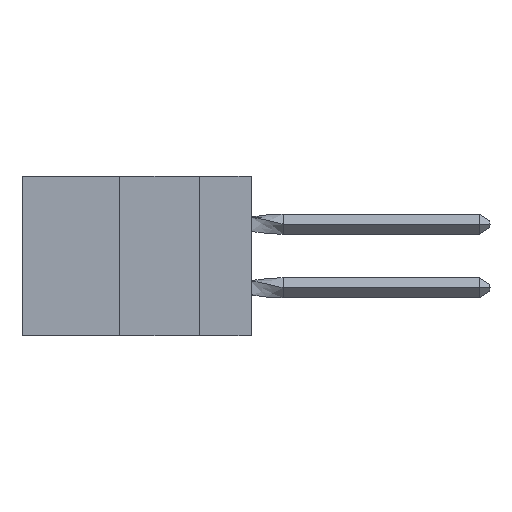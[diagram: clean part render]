
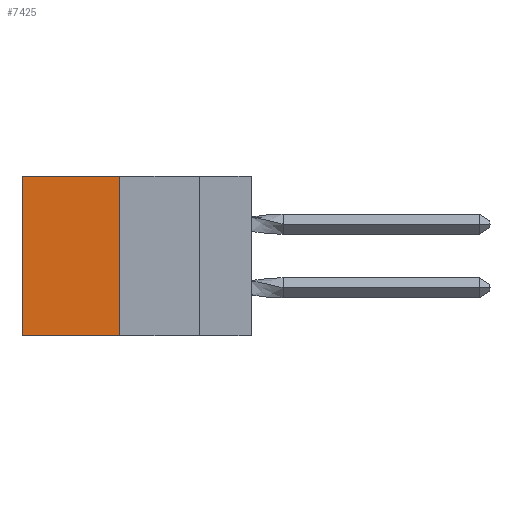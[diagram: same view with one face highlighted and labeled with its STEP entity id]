
A CAD part, left-side view. The second image highlights one B-rep face of the part: STEP entity #7425.
In plain terms, the highlighted planar face has unit normal (-1, 0, 0).
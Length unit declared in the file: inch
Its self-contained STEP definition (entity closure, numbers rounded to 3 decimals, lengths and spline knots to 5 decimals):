
#10 = CARTESIAN_POINT ( 'NONE',  ( 0.305, 0.413, 0. ) ) ;
#643 = LINE ( 'NONE', #9595, #14892 ) ;
#712 = EDGE_CURVE ( 'NONE', #15161, #5201, #643, .T. ) ;
#1301 = LINE ( 'NONE', #7811, #3737 ) ;
#1342 = AXIS2_PLACEMENT_3D ( 'NONE', #3451, #13882, #9253 ) ;
#1455 = FACE_OUTER_BOUND ( 'NONE', #15250, .T. ) ;
#2757 = CARTESIAN_POINT ( 'NONE',  ( 0.305, 0.413, -0.5 ) ) ;
#3160 = DIRECTION ( 'NONE',  ( 0., 0., -1. ) ) ;
#3451 = CARTESIAN_POINT ( 'NONE',  ( 0.305, 0.413, -0.5 ) ) ;
#3585 = ORIENTED_EDGE ( 'NONE', *, *, #712, .F. ) ;
#3737 = VECTOR ( 'NONE', #3160, 39.37008 ) ;
#4863 = VERTEX_POINT ( 'NONE', #10248 ) ;
#5027 = DIRECTION ( 'NONE',  ( 0., 1., 0. ) ) ;
#5201 = VERTEX_POINT ( 'NONE', #5624 ) ;
#5624 = CARTESIAN_POINT ( 'NONE',  ( 0.305, 0.72, -0.5 ) ) ;
#6666 = DIRECTION ( 'NONE',  ( 0., 1., 0. ) ) ;
#6751 = VECTOR ( 'NONE', #7491, 39.37008 ) ;
#7425 = ADVANCED_FACE ( 'NONE', ( #1455 ), #13990, .F. ) ;
#7491 = DIRECTION ( 'NONE',  ( 0., 0., -1. ) ) ;
#7575 = EDGE_CURVE ( 'NONE', #13005, #4863, #14792, .T. ) ;
#7811 = CARTESIAN_POINT ( 'NONE',  ( 0.305, 0.72, -0.5 ) ) ;
#8961 = LINE ( 'NONE', #2757, #6751 ) ;
#9253 = DIRECTION ( 'NONE',  ( 0., 0., -1. ) ) ;
#9595 = CARTESIAN_POINT ( 'NONE',  ( 0.305, 0.413, -0.5 ) ) ;
#10248 = CARTESIAN_POINT ( 'NONE',  ( 0.305, 0.72, 0. ) ) ;
#10741 = VECTOR ( 'NONE', #6666, 39.37008 ) ;
#11268 = CARTESIAN_POINT ( 'NONE',  ( 0.305, 0.413, 0. ) ) ;
#11605 = ORIENTED_EDGE ( 'NONE', *, *, #13449, .T. ) ;
#11816 = CARTESIAN_POINT ( 'NONE',  ( 0.305, 0.413, -0.5 ) ) ;
#11822 = ORIENTED_EDGE ( 'NONE', *, *, #7575, .T. ) ;
#12808 = EDGE_CURVE ( 'NONE', #13005, #15161, #8961, .T. ) ;
#13005 = VERTEX_POINT ( 'NONE', #10 ) ;
#13449 = EDGE_CURVE ( 'NONE', #4863, #5201, #1301, .T. ) ;
#13882 = DIRECTION ( 'NONE',  ( 1., 0., 0. ) ) ;
#13990 = PLANE ( 'NONE',  #1342 ) ;
#14724 = ORIENTED_EDGE ( 'NONE', *, *, #12808, .F. ) ;
#14792 = LINE ( 'NONE', #11268, #10741 ) ;
#14892 = VECTOR ( 'NONE', #5027, 39.37008 ) ;
#15161 = VERTEX_POINT ( 'NONE', #11816 ) ;
#15250 = EDGE_LOOP ( 'NONE', ( #11605, #3585, #14724, #11822 ) ) ;
